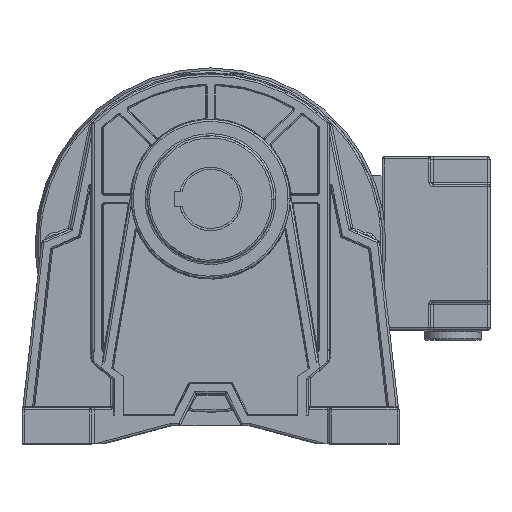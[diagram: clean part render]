
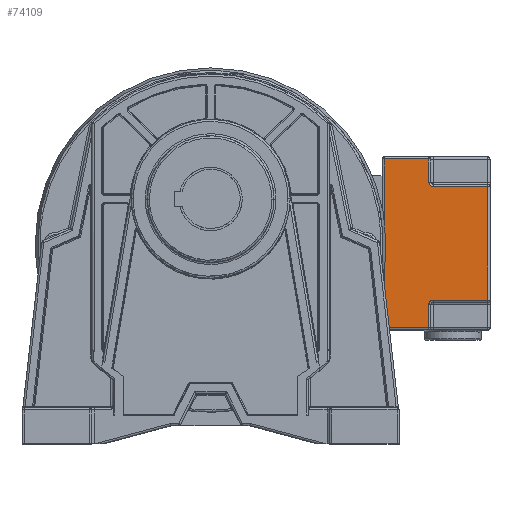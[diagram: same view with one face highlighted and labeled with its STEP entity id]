
A CAD part, top view. The second image highlights one B-rep face of the part: STEP entity #74109.
In plain terms, the highlighted face is planar.
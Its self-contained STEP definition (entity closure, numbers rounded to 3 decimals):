
#121 = CARTESIAN_POINT ( 'NONE',  ( 276., 27., -115.9 ) ) ;
#1335 = CARTESIAN_POINT ( 'NONE',  ( 276., 40., -91.7 ) ) ;
#1598 = EDGE_CURVE ( 'NONE', #45205, #101218, #27813, .T. ) ;
#6020 = VECTOR ( 'NONE', #9971, 1000. ) ;
#8083 = VECTOR ( 'NONE', #63287, 1000. ) ;
#9971 = DIRECTION ( 'NONE',  ( 0., 1., 0. ) ) ;
#10740 = DIRECTION ( 'NONE',  ( 0., 0., -1. ) ) ;
#11990 = EDGE_CURVE ( 'NONE', #45205, #80064, #103219, .T. ) ;
#12101 = ORIENTED_EDGE ( 'NONE', *, *, #87290, .T. ) ;
#12414 = CARTESIAN_POINT ( 'NONE',  ( 276., 29., -115.9 ) ) ;
#13134 = VERTEX_POINT ( 'NONE', #21279 ) ;
#13170 = CARTESIAN_POINT ( 'NONE',  ( 276., -40., -114.9 ) ) ;
#13463 = CARTESIAN_POINT ( 'NONE',  ( 276., 0., 0. ) ) ;
#15039 = EDGE_CURVE ( 'NONE', #96397, #84964, #23775, .T. ) ;
#15901 = CARTESIAN_POINT ( 'NONE',  ( 276., 40., -113.9 ) ) ;
#16046 = DIRECTION ( 'NONE',  ( 0., -1., 0. ) ) ;
#16141 = ORIENTED_EDGE ( 'NONE', *, *, #1598, .T. ) ;
#21279 = CARTESIAN_POINT ( 'NONE',  ( 276., 29., -113.9 ) ) ;
#23293 = AXIS2_PLACEMENT_3D ( 'NONE', #12414, #56357, #78948 ) ;
#23775 = LINE ( 'NONE', #40811, #60402 ) ;
#24359 = ORIENTED_EDGE ( 'NONE', *, *, #11990, .F. ) ;
#26708 = EDGE_LOOP ( 'NONE', ( #75108, #12101, #60812, #24359, #16141, #106055, #78315, #75782, #94054, #54477 ) ) ;
#27572 = VECTOR ( 'NONE', #64896, 1000. ) ;
#27813 = LINE ( 'NONE', #77272, #67817 ) ;
#30278 = LINE ( 'NONE', #53431, #8083 ) ;
#30612 = EDGE_CURVE ( 'NONE', #89389, #80064, #30278, .T. ) ;
#33012 = DIRECTION ( 'NONE',  ( 1., 0., 0. ) ) ;
#36506 = AXIS2_PLACEMENT_3D ( 'NONE', #83058, #33012, #91298 ) ;
#36635 = FACE_OUTER_BOUND ( 'NONE', #26708, .T. ) ;
#36732 = CARTESIAN_POINT ( 'NONE',  ( 276., -40., -92.7 ) ) ;
#40811 = CARTESIAN_POINT ( 'NONE',  ( 276., 0., -92.7 ) ) ;
#43535 = LINE ( 'NONE', #102364, #6020 ) ;
#45205 = VERTEX_POINT ( 'NONE', #82242 ) ;
#50837 = LINE ( 'NONE', #1335, #57030 ) ;
#51908 = CARTESIAN_POINT ( 'NONE',  ( 276., 0., -113.9 ) ) ;
#51923 = DIRECTION ( 'NONE',  ( 0., 0., 1. ) ) ;
#53431 = CARTESIAN_POINT ( 'NONE',  ( 276., 0., -113.9 ) ) ;
#54030 = VECTOR ( 'NONE', #101957, 1000. ) ;
#54477 = ORIENTED_EDGE ( 'NONE', *, *, #65831, .T. ) ;
#54702 = CIRCLE ( 'NONE', #23293, 2. ) ;
#55510 = LINE ( 'NONE', #13170, #86688 ) ;
#56357 = DIRECTION ( 'NONE',  ( 1., 0., 0. ) ) ;
#56639 = CARTESIAN_POINT ( 'NONE',  ( 276., 27., 0. ) ) ;
#57030 = VECTOR ( 'NONE', #51923, 1000. ) ;
#59076 = LINE ( 'NONE', #51908, #54030 ) ;
#60402 = VECTOR ( 'NONE', #16046, 1000. ) ;
#60812 = ORIENTED_EDGE ( 'NONE', *, *, #30612, .T. ) ;
#61001 = AXIS2_PLACEMENT_3D ( 'NONE', #13463, #105326, #96537 ) ;
#63287 = DIRECTION ( 'NONE',  ( 0., 1., 0. ) ) ;
#63346 = VERTEX_POINT ( 'NONE', #93338 ) ;
#64896 = DIRECTION ( 'NONE',  ( 0., 0., 1. ) ) ;
#65831 = EDGE_CURVE ( 'NONE', #105774, #96397, #50837, .T. ) ;
#67817 = VECTOR ( 'NONE', #10740, 1000. ) ;
#70379 = CARTESIAN_POINT ( 'NONE',  ( 276., -29., -113.9 ) ) ;
#72567 = LINE ( 'NONE', #56639, #27572 ) ;
#74109 = ADVANCED_FACE ( 'NONE', ( #36635 ), #96008, .F. ) ;
#75108 = ORIENTED_EDGE ( 'NONE', *, *, #15039, .T. ) ;
#75782 = ORIENTED_EDGE ( 'NONE', *, *, #81937, .F. ) ;
#76158 = VERTEX_POINT ( 'NONE', #121 ) ;
#76458 = CARTESIAN_POINT ( 'NONE',  ( 276., -27., -141.9 ) ) ;
#77272 = CARTESIAN_POINT ( 'NONE',  ( 276., -27., 0. ) ) ;
#77769 = CARTESIAN_POINT ( 'NONE',  ( 276., -40., -113.9 ) ) ;
#78315 = ORIENTED_EDGE ( 'NONE', *, *, #93882, .T. ) ;
#78948 = DIRECTION ( 'NONE',  ( 0., 0., 1. ) ) ;
#80064 = VERTEX_POINT ( 'NONE', #70379 ) ;
#81937 = EDGE_CURVE ( 'NONE', #13134, #76158, #54702, .T. ) ;
#82242 = CARTESIAN_POINT ( 'NONE',  ( 276., -27., -115.9 ) ) ;
#83058 = CARTESIAN_POINT ( 'NONE',  ( 276., -29., -115.9 ) ) ;
#84964 = VERTEX_POINT ( 'NONE', #36732 ) ;
#86688 = VECTOR ( 'NONE', #106095, 1000. ) ;
#87290 = EDGE_CURVE ( 'NONE', #84964, #89389, #55510, .T. ) ;
#89389 = VERTEX_POINT ( 'NONE', #77769 ) ;
#91298 = DIRECTION ( 'NONE',  ( 0., 0., 1. ) ) ;
#93338 = CARTESIAN_POINT ( 'NONE',  ( 276., 27., -141.9 ) ) ;
#93882 = EDGE_CURVE ( 'NONE', #63346, #76158, #72567, .T. ) ;
#94054 = ORIENTED_EDGE ( 'NONE', *, *, #95029, .T. ) ;
#95029 = EDGE_CURVE ( 'NONE', #13134, #105774, #59076, .T. ) ;
#96008 = PLANE ( 'NONE',  #61001 ) ;
#96397 = VERTEX_POINT ( 'NONE', #101303 ) ;
#96537 = DIRECTION ( 'NONE',  ( 0., 0., 1. ) ) ;
#101218 = VERTEX_POINT ( 'NONE', #76458 ) ;
#101303 = CARTESIAN_POINT ( 'NONE',  ( 276., 40., -92.7 ) ) ;
#101957 = DIRECTION ( 'NONE',  ( 0., 1., 0. ) ) ;
#102364 = CARTESIAN_POINT ( 'NONE',  ( 276., 28., -141.9 ) ) ;
#103219 = CIRCLE ( 'NONE', #36506, 2. ) ;
#105326 = DIRECTION ( 'NONE',  ( -1., 0., 0. ) ) ;
#105774 = VERTEX_POINT ( 'NONE', #15901 ) ;
#106055 = ORIENTED_EDGE ( 'NONE', *, *, #106626, .T. ) ;
#106095 = DIRECTION ( 'NONE',  ( 0., 0., -1. ) ) ;
#106626 = EDGE_CURVE ( 'NONE', #101218, #63346, #43535, .T. ) ;
